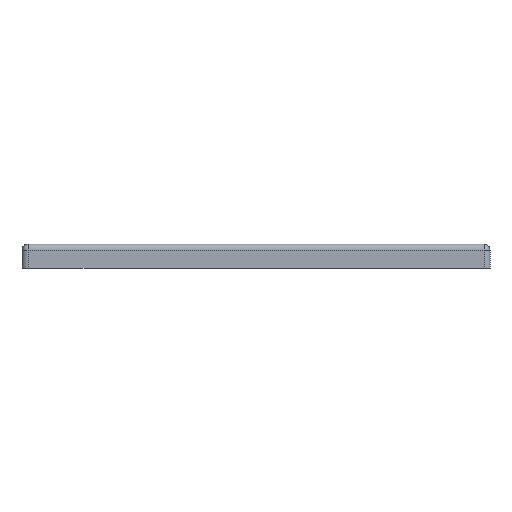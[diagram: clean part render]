
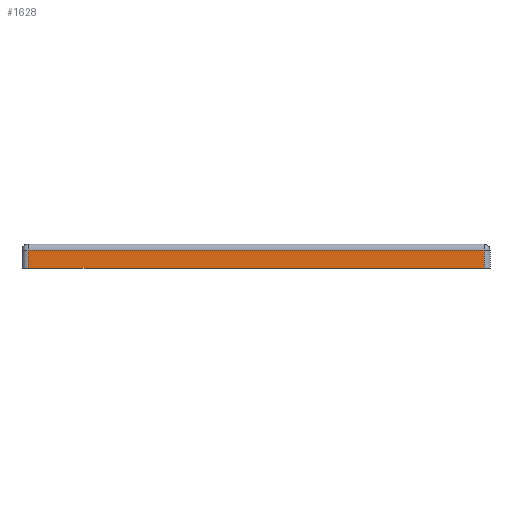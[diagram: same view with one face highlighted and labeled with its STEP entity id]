
A CAD part, front view. The second image highlights one B-rep face of the part: STEP entity #1628.
In plain terms, the highlighted planar face has unit normal (0, -1, 0).
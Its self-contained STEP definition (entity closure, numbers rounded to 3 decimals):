
#12 = VERTEX_POINT ( 'NONE', #681 ) ;
#46 = CARTESIAN_POINT ( 'NONE',  ( 1., 0., 2. ) ) ;
#99 = DIRECTION ( 'NONE',  ( -1., 0., 0. ) ) ;
#182 = EDGE_CURVE ( 'NONE', #503, #1568, #531, .T. ) ;
#212 = EDGE_CURVE ( 'NONE', #1568, #12, #1086, .T. ) ;
#279 = VECTOR ( 'NONE', #836, 1000. ) ;
#306 = FACE_OUTER_BOUND ( 'NONE', #535, .T. ) ;
#355 = DIRECTION ( 'NONE',  ( 1., 0., 0. ) ) ;
#380 = ORIENTED_EDGE ( 'NONE', *, *, #212, .T. ) ;
#485 = VECTOR ( 'NONE', #1317, 1000. ) ;
#503 = VERTEX_POINT ( 'NONE', #1087 ) ;
#531 = LINE ( 'NONE', #590, #1046 ) ;
#535 = EDGE_LOOP ( 'NONE', ( #1244, #877, #1630, #380 ) ) ;
#590 = CARTESIAN_POINT ( 'NONE',  ( 78., 0., -2. ) ) ;
#599 = CARTESIAN_POINT ( 'NONE',  ( 78., 0., 2. ) ) ;
#678 = LINE ( 'NONE', #1487, #1491 ) ;
#681 = CARTESIAN_POINT ( 'NONE',  ( 77., 0., 1. ) ) ;
#723 = DIRECTION ( 'NONE',  ( 0., 1., 0. ) ) ;
#836 = DIRECTION ( 'NONE',  ( 0., 0., 1. ) ) ;
#877 = ORIENTED_EDGE ( 'NONE', *, *, #1345, .T. ) ;
#987 = VERTEX_POINT ( 'NONE', #1448 ) ;
#1046 = VECTOR ( 'NONE', #355, 1000. ) ;
#1086 = LINE ( 'NONE', #1607, #279 ) ;
#1087 = CARTESIAN_POINT ( 'NONE',  ( 1., 0., -2. ) ) ;
#1147 = LINE ( 'NONE', #46, #485 ) ;
#1244 = ORIENTED_EDGE ( 'NONE', *, *, #1609, .T. ) ;
#1317 = DIRECTION ( 'NONE',  ( 0., 0., -1. ) ) ;
#1345 = EDGE_CURVE ( 'NONE', #987, #503, #1147, .T. ) ;
#1448 = CARTESIAN_POINT ( 'NONE',  ( 1., 0., 1. ) ) ;
#1478 = PLANE ( 'NONE',  #1546 ) ;
#1487 = CARTESIAN_POINT ( 'NONE',  ( 78., 0., 1. ) ) ;
#1491 = VECTOR ( 'NONE', #99, 1000. ) ;
#1493 = CARTESIAN_POINT ( 'NONE',  ( 77., 0., -2. ) ) ;
#1546 = AXIS2_PLACEMENT_3D ( 'NONE', #599, #723, #1619 ) ;
#1568 = VERTEX_POINT ( 'NONE', #1493 ) ;
#1607 = CARTESIAN_POINT ( 'NONE',  ( 77., 0., 2. ) ) ;
#1609 = EDGE_CURVE ( 'NONE', #12, #987, #678, .T. ) ;
#1619 = DIRECTION ( 'NONE',  ( -1., 0., 0. ) ) ;
#1628 = ADVANCED_FACE ( 'NONE', ( #306 ), #1478, .F. ) ;
#1630 = ORIENTED_EDGE ( 'NONE', *, *, #182, .T. ) ;
